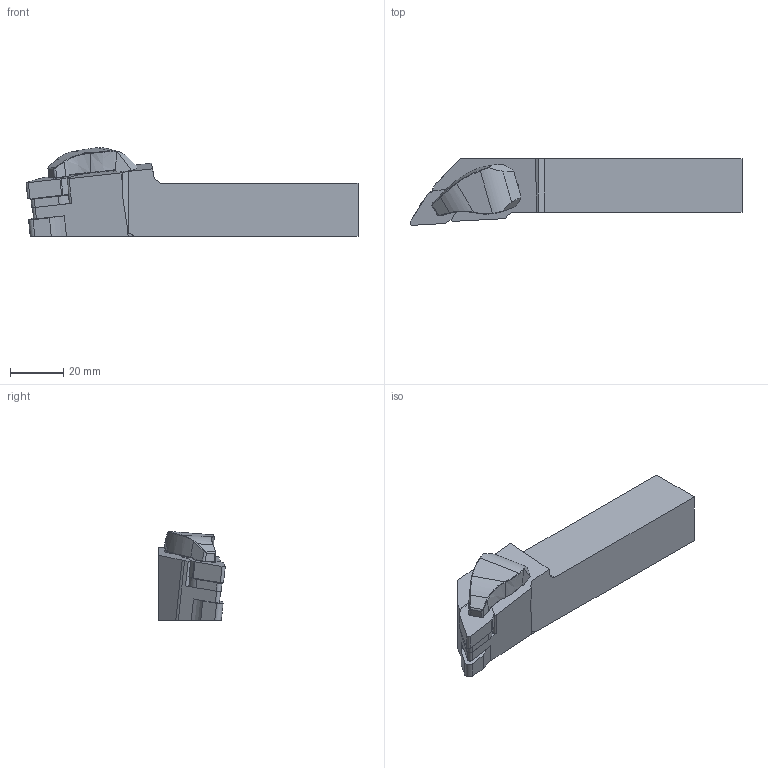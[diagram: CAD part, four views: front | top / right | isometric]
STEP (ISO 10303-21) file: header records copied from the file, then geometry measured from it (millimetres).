
FILE_DESCRIPTION(/* description */ (''),/* implementation_level */ '2;1');
FILE_NAME(/* name */ 'TDJNR-2020-K15-H.stp',/* time_stamp */ '2023-10-13T11:56:44+03:00',/* author */ (''),/* organization */ (''),/* preprocessor_version */ 'ST-DEVELOPER v19.4',/* originating_system */ 'SIEMENS PLM Software NX2306.3001',/* authorisation */ '');
FILE_SCHEMA (('AUTOMOTIVE_DESIGN { 1 0 10303 214 3 1 1 1 }'));
Length unit declared in the file: millimetre
Products named in the file (1): TDJNR-2020-K15-H
Bounding box: 124.32 x 24.92 x 33.28 mm (x, y, z)
Volume: 53449.5 mm3; surface area: 12741.1 mm2
Topology: 2 solids, 2 shells, 136 faces, 355 edges, 223 vertices
Faces by surface type: plane 66, cylinder 32, bspline 21, cone 14, extrusion 2, torus 1
Entity records: 4374 total; most frequent: CARTESIAN_POINT 1190, ORIENTED_EDGE 706, DIRECTION 581, EDGE_CURVE 353, VERTEX_POINT 223, AXIS2_PLACEMENT_3D 199, VECTOR 183, LINE 181
